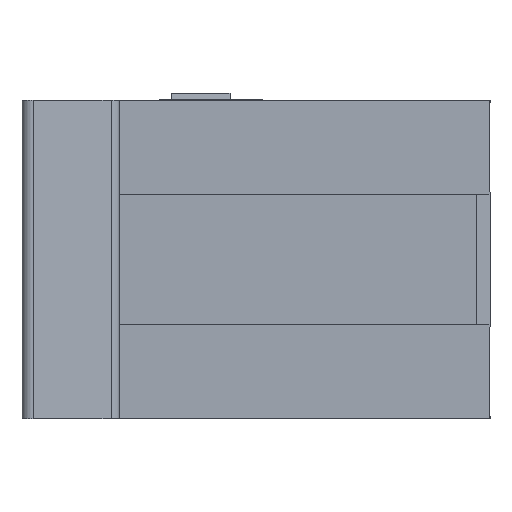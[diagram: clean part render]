
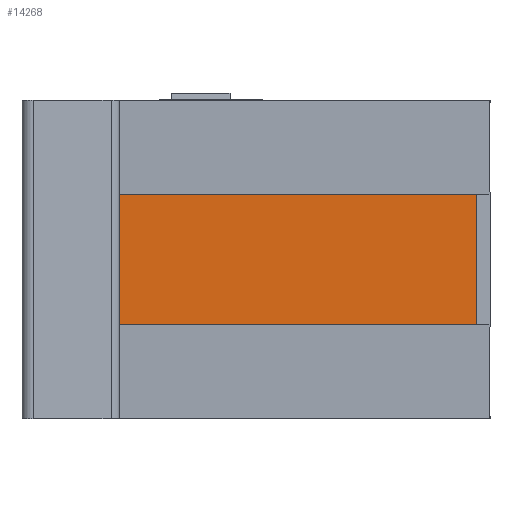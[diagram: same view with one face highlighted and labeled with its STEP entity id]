
A CAD part, left-side view. The second image highlights one B-rep face of the part: STEP entity #14268.
In plain terms, the highlighted planar face has unit normal (-1, 0, 0).
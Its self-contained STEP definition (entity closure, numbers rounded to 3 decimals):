
#2535=DIRECTION('',(0.,0.,-1.));
#2536=VECTOR('',#2535,2.);
#2537=CARTESIAN_POINT('',(-2.15,5.6,-1.55));
#2538=LINE('',#2537,#2536);
#2555=DIRECTION('',(0.,-1.,0.));
#2556=VECTOR('',#2555,5.5);
#2557=CARTESIAN_POINT('',(-2.15,5.6,-3.55));
#2558=LINE('',#2557,#2556);
#2563=DIRECTION('',(0.,-1.,0.));
#2564=VECTOR('',#2563,5.5);
#2565=CARTESIAN_POINT('',(-2.15,5.6,-1.55));
#2566=LINE('',#2565,#2564);
#2567=DIRECTION('',(0.,0.,-1.));
#2568=VECTOR('',#2567,2.);
#2569=CARTESIAN_POINT('',(-2.15,0.1,-1.55));
#2570=LINE('',#2569,#2568);
#10835=CARTESIAN_POINT('',(-2.15,5.6,-1.55));
#10836=VERTEX_POINT('',#10835);
#10837=CARTESIAN_POINT('',(-2.15,5.6,-3.55));
#10838=VERTEX_POINT('',#10837);
#10841=CARTESIAN_POINT('',(-2.15,0.1,-3.55));
#10842=VERTEX_POINT('',#10841);
#10843=CARTESIAN_POINT('',(-2.15,0.1,-1.55));
#10844=VERTEX_POINT('',#10843);
#14255=CARTESIAN_POINT('',(-2.15,2.85,-2.55));
#14256=DIRECTION('',(1.,0.,0.));
#14257=DIRECTION('',(0.,-0.707,0.707));
#14258=AXIS2_PLACEMENT_3D('',#14255,#14256,#14257);
#14259=PLANE('',#14258);
#14260=ORIENTED_EDGE('',*,*,#14248,.F.);
#14261=ORIENTED_EDGE('',*,*,#14220,.F.);
#14263=ORIENTED_EDGE('',*,*,#14262,.T.);
#14265=ORIENTED_EDGE('',*,*,#14264,.T.);
#14266=EDGE_LOOP('',(#14260,#14261,#14263,#14265));
#14267=FACE_OUTER_BOUND('',#14266,.F.);
#14220=EDGE_CURVE('',#10836,#10838,#2538,.T.);
#14248=EDGE_CURVE('',#10838,#10842,#2558,.T.);
#14262=EDGE_CURVE('',#10836,#10844,#2566,.T.);
#14264=EDGE_CURVE('',#10844,#10842,#2570,.T.);
#14268=ADVANCED_FACE('',(#14267),#14259,.F.);
